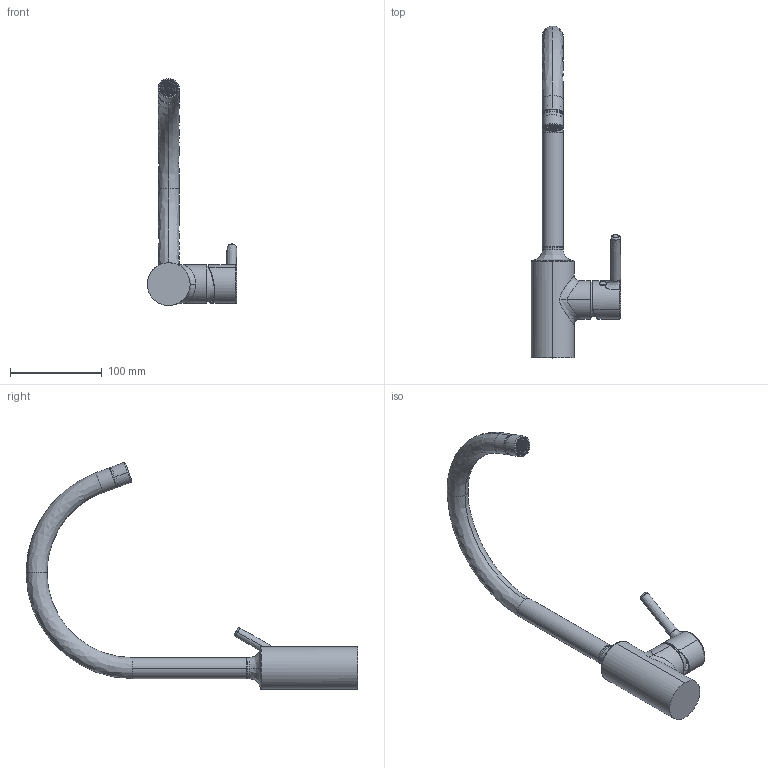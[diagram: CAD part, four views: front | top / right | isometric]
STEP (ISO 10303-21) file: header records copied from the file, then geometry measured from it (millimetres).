
FILE_DESCRIPTION (( 'STEP AP203' ), '1' );
FILE_NAME ('2638AF(2023)+52202267(2023).STEP', '2024-01-15T07:30:21', ( '' ), ( '' ), 'SwSTEP 2.0', 'SolidWorks 2016', '' );
FILE_SCHEMA (( 'CONFIG_CONTROL_DESIGN' ));
Length unit declared in the file: millimetre
Products named in the file (1): 2638AF(2023)+52202267(2023)
Bounding box: 97.16 x 361.05 x 246.99 mm (x, y, z)
Volume: 433992.3 mm3; surface area: 79781.6 mm2
Topology: 10 solids, 10 shells, 816 faces, 2389 edges, 1520 vertices
Faces by surface type: plane 315, cylinder 233, bspline 205, cone 56, torus 7
Entity records: 37500 total; most frequent: CARTESIAN_POINT 16479, ORIENTED_EDGE 4770, DIRECTION 4074, EDGE_CURVE 2385, VERTEX_POINT 1520, AXIS2_PLACEMENT_3D 1462, VECTOR 1150, LINE 1150
